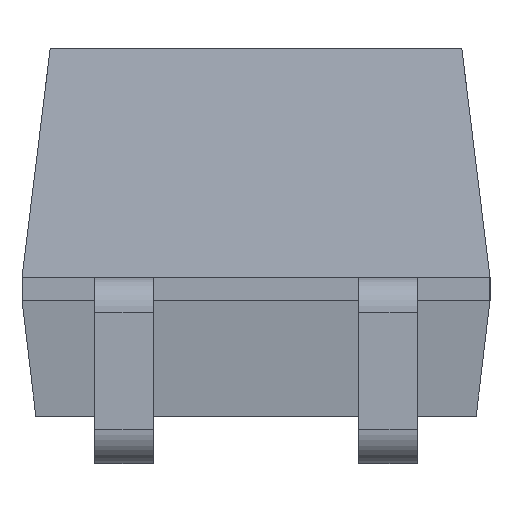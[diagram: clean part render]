
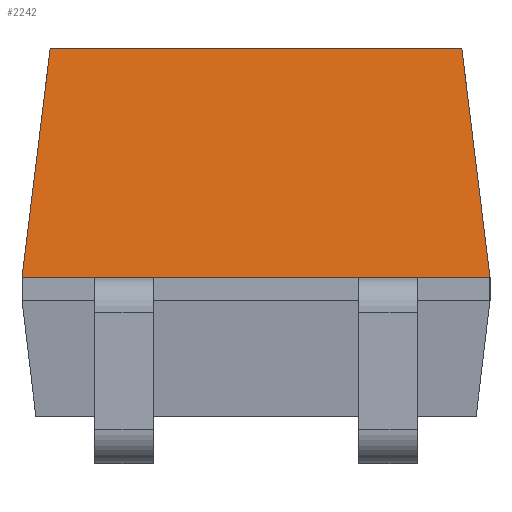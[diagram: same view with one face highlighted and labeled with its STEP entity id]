
A CAD part, front view. The second image highlights one B-rep face of the part: STEP entity #2242.
In plain terms, the highlighted planar face has unit normal (0, -0.993, 0.122).
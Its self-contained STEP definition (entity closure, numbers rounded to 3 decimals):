
#1988=CARTESIAN_POINT('',(-2.03,-4.8,1.611));
#1989=VERTEX_POINT('',#1988);
#1996=CARTESIAN_POINT('',(-1.785,-4.555,3.6));
#1997=VERTEX_POINT('',#1996);
#1998=CARTESIAN_POINT('',(-1.785,-4.555,3.6));
#1999=DIRECTION('',(-0.121,-0.121,-0.985));
#2000=VECTOR('',#1999,2.018);
#2001=LINE('',#1998,#2000);
#2002=EDGE_CURVE('',#1997,#1989,#2001,.T.);
#2189=CARTESIAN_POINT('',(2.03,-4.8,1.611));
#2190=VERTEX_POINT('',#2189);
#2197=CARTESIAN_POINT('',(-2.03,-4.8,1.611));
#2198=DIRECTION('',(1.0,0.0,0.0));
#2199=VECTOR('',#2198,4.06);
#2200=LINE('',#2197,#2199);
#2201=EDGE_CURVE('',#1989,#2190,#2200,.T.);
#2219=CARTESIAN_POINT('',(0.,-4.68,2.586));
#2220=DIRECTION('',(0.,-0.993,0.122));
#2221=DIRECTION('',(0.,-0.122,-0.993));
#2222=AXIS2_PLACEMENT_3D('',#2219,#2220,#2221);
#2223=PLANE('',#2222);
#2224=CARTESIAN_POINT('',(1.785,-4.555,3.6));
#2225=VERTEX_POINT('',#2224);
#2226=CARTESIAN_POINT('',(-1.785,-4.555,3.6));
#2227=DIRECTION('',(1.0,0.0,0.0));
#2228=VECTOR('',#2227,3.571);
#2229=LINE('',#2226,#2228);
#2230=EDGE_CURVE('',#2225,#1997,#2229,.F.);
#2231=ORIENTED_EDGE('',*,*,#2230,.T.);
#2232=ORIENTED_EDGE('',*,*,#2002,.T.);
#2233=ORIENTED_EDGE('',*,*,#2201,.T.);
#2234=CARTESIAN_POINT('',(2.03,-4.8,1.611));
#2235=DIRECTION('',(-0.121,0.121,0.985));
#2236=VECTOR('',#2235,2.018);
#2237=LINE('',#2234,#2236);
#2238=EDGE_CURVE('',#2190,#2225,#2237,.T.);
#2239=ORIENTED_EDGE('',*,*,#2238,.T.);
#2240=EDGE_LOOP('',(#2231,#2232,#2233,#2239));
#2241=FACE_OUTER_BOUND('',#2240,.T.);
#2242=ADVANCED_FACE('',(#2241),#2223,.T.);
